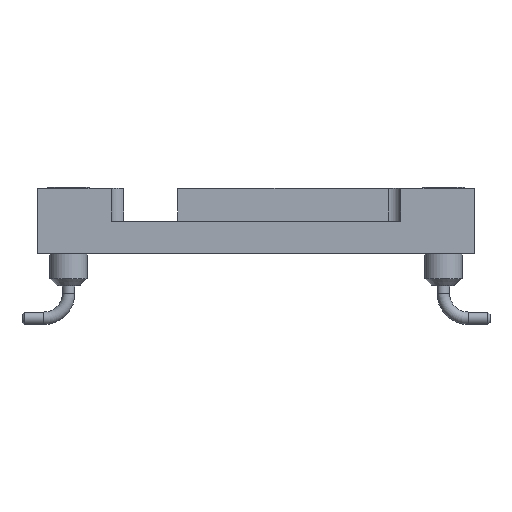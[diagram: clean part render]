
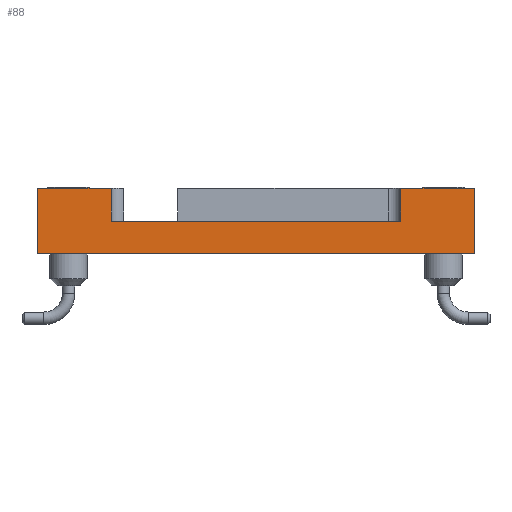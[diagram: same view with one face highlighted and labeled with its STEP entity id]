
A CAD part, front view. The second image highlights one B-rep face of the part: STEP entity #88.
In plain terms, the highlighted planar face has unit normal (0, -1, 0).
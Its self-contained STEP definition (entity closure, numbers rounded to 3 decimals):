
#32 = VERTEX_POINT('',#33);
#33 = CARTESIAN_POINT('',(-8.89,-17.78,5.537));
#39 = EDGE_CURVE('',#40,#32,#42,.T.);
#40 = VERTEX_POINT('',#41);
#41 = CARTESIAN_POINT('',(-8.89,-17.78,2.87));
#42 = LINE('',#43,#44);
#43 = CARTESIAN_POINT('',(-8.89,-17.78,2.87));
#44 = VECTOR('',#45,1.);
#45 = DIRECTION('',(0.,0.,1.));
#88 = ADVANCED_FACE('',(#89),#146,.F.);
#89 = FACE_BOUND('',#90,.F.);
#90 = EDGE_LOOP('',(#91,#99,#100,#108,#116,#124,#132,#140));
#91 = ORIENTED_EDGE('',*,*,#92,.F.);
#92 = EDGE_CURVE('',#40,#93,#95,.T.);
#93 = VERTEX_POINT('',#94);
#94 = CARTESIAN_POINT('',(8.89,-17.78,2.87));
#95 = LINE('',#96,#97);
#96 = CARTESIAN_POINT('',(-8.89,-17.78,2.87));
#97 = VECTOR('',#98,1.);
#98 = DIRECTION('',(1.,0.,0.));
#99 = ORIENTED_EDGE('',*,*,#39,.T.);
#100 = ORIENTED_EDGE('',*,*,#101,.T.);
#101 = EDGE_CURVE('',#32,#102,#104,.T.);
#102 = VERTEX_POINT('',#103);
#103 = CARTESIAN_POINT('',(-5.89,-17.78,5.537));
#104 = LINE('',#105,#106);
#105 = CARTESIAN_POINT('',(-8.89,-17.78,5.537));
#106 = VECTOR('',#107,1.);
#107 = DIRECTION('',(1.,0.,0.));
#108 = ORIENTED_EDGE('',*,*,#109,.T.);
#109 = EDGE_CURVE('',#102,#110,#112,.T.);
#110 = VERTEX_POINT('',#111);
#111 = CARTESIAN_POINT('',(-5.89,-17.78,4.204));
#112 = LINE('',#113,#114);
#113 = CARTESIAN_POINT('',(-5.89,-17.78,5.537));
#114 = VECTOR('',#115,1.);
#115 = DIRECTION('',(0.,0.,-1.));
#116 = ORIENTED_EDGE('',*,*,#117,.F.);
#117 = EDGE_CURVE('',#118,#110,#120,.T.);
#118 = VERTEX_POINT('',#119);
#119 = CARTESIAN_POINT('',(5.89,-17.78,4.204));
#120 = LINE('',#121,#122);
#121 = CARTESIAN_POINT('',(5.89,-17.78,4.204));
#122 = VECTOR('',#123,1.);
#123 = DIRECTION('',(-1.,0.,0.));
#124 = ORIENTED_EDGE('',*,*,#125,.F.);
#125 = EDGE_CURVE('',#126,#118,#128,.T.);
#126 = VERTEX_POINT('',#127);
#127 = CARTESIAN_POINT('',(5.89,-17.78,5.537));
#128 = LINE('',#129,#130);
#129 = CARTESIAN_POINT('',(5.89,-17.78,5.537));
#130 = VECTOR('',#131,1.);
#131 = DIRECTION('',(0.,0.,-1.));
#132 = ORIENTED_EDGE('',*,*,#133,.T.);
#133 = EDGE_CURVE('',#126,#134,#136,.T.);
#134 = VERTEX_POINT('',#135);
#135 = CARTESIAN_POINT('',(8.89,-17.78,5.537));
#136 = LINE('',#137,#138);
#137 = CARTESIAN_POINT('',(-8.89,-17.78,5.537));
#138 = VECTOR('',#139,1.);
#139 = DIRECTION('',(1.,0.,0.));
#140 = ORIENTED_EDGE('',*,*,#141,.F.);
#141 = EDGE_CURVE('',#93,#134,#142,.T.);
#142 = LINE('',#143,#144);
#143 = CARTESIAN_POINT('',(8.89,-17.78,2.87));
#144 = VECTOR('',#145,1.);
#145 = DIRECTION('',(0.,0.,1.));
#146 = PLANE('',#147);
#147 = AXIS2_PLACEMENT_3D('',#148,#149,#150);
#148 = CARTESIAN_POINT('',(-8.89,-17.78,2.87));
#149 = DIRECTION('',(0.,1.,0.));
#150 = DIRECTION('',(1.,0.,0.));
